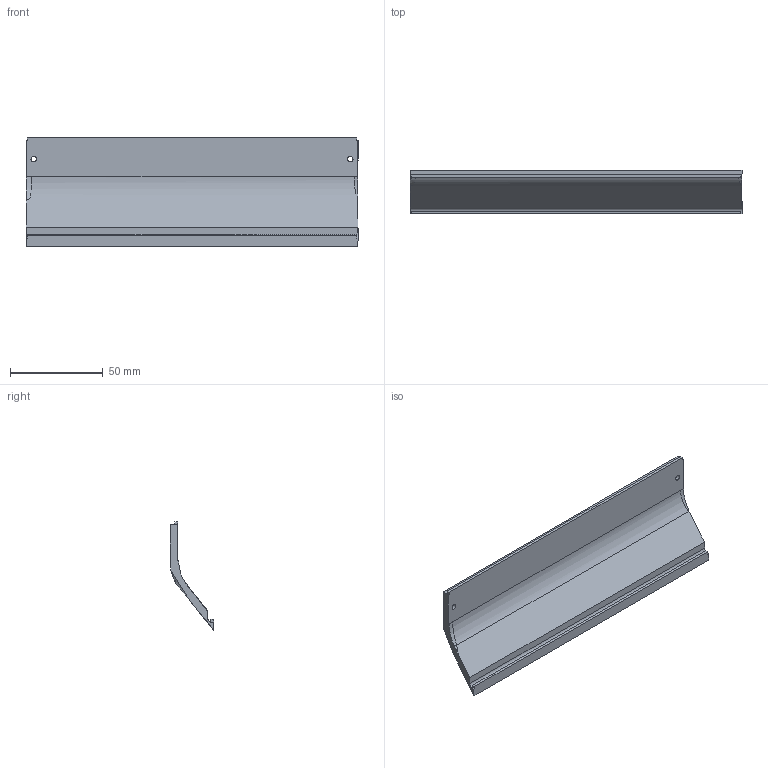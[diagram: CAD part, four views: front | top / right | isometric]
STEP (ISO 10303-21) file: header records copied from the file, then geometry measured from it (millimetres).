
FILE_DESCRIPTION (( 'STEP AP214' ), '1' );
FILE_NAME ('201225_AI_cam_cover.STEP', '2018-12-16T08:09:22', ( '' ), ( '' ), 'SwSTEP 2.0', 'SolidWorks 2011', '' );
FILE_SCHEMA (( 'AUTOMOTIVE_DESIGN' ));
Length unit declared in the file: millimetre
Products named in the file (1): 201225_AI_cam_cover
Bounding box: 179.4 x 23.5 x 58.49 mm (x, y, z)
Volume: 42645.6 mm3; surface area: 25482.1 mm2
Topology: 1 solids, 1 shells, 40 faces, 106 edges, 68 vertices
Faces by surface type: plane 21, cylinder 11, cone 4, bspline 4
Entity records: 1338 total; most frequent: CARTESIAN_POINT 339, ORIENTED_EDGE 212, DIRECTION 188, EDGE_CURVE 106, VERTEX_POINT 68, LINE 66, VECTOR 66, AXIS2_PLACEMENT_3D 61
